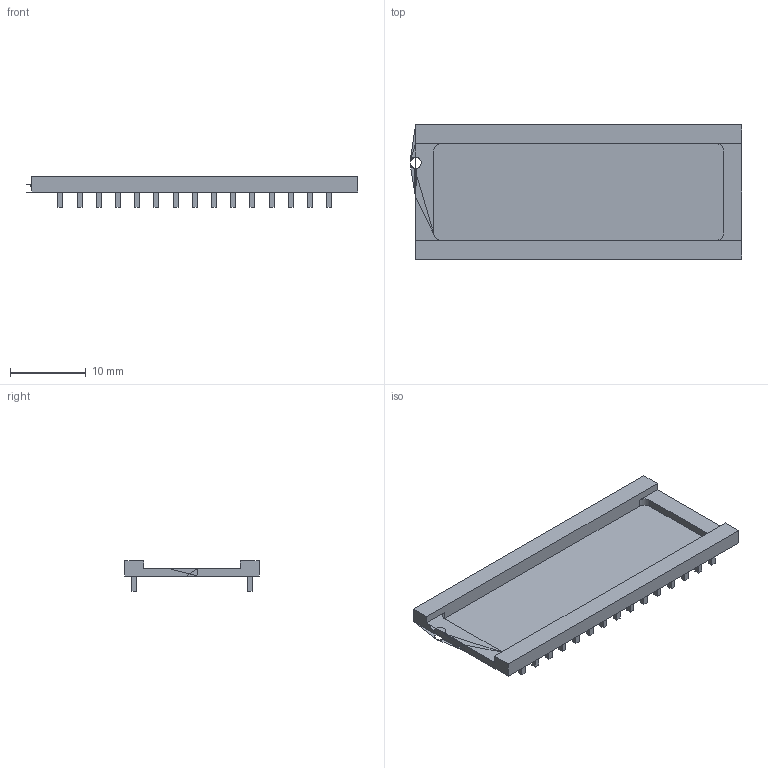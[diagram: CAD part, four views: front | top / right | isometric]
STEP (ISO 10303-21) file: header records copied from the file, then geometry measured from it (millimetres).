
FILE_DESCRIPTION (( 'STEP AP214' ), '1' );
FILE_NAME ( 'ADUN-NANO.STEP', '2024-12-19T16:39:30', ( '' ), ( '' ), '', '©2017-2022 PCBL', '' );
FILE_SCHEMA (( 'AUTOMOTIVE_DESIGN' ));
Length unit declared in the file: millimetre
Products named in the file (1): ADUN-NANO
Bounding box: 43.92 x 17.78 x 4 mm (x, y, z)
Volume: 25.4 mm3; surface area: 2121.8 mm2
Topology: 30 solids, 31 shells, 199 faces, 418 edges, 278 vertices
Faces by surface type: plane 194, cylinder 5
Full cylindrical faces by diameter (mm): 1.5 x1
Entity records: 6051 total; most frequent: CARTESIAN_POINT 890, ORIENTED_EDGE 828, DIRECTION 824, EDGE_CURVE 414, VECTOR 404, LINE 404, VERTEX_POINT 276, STYLED_ITEM 231
